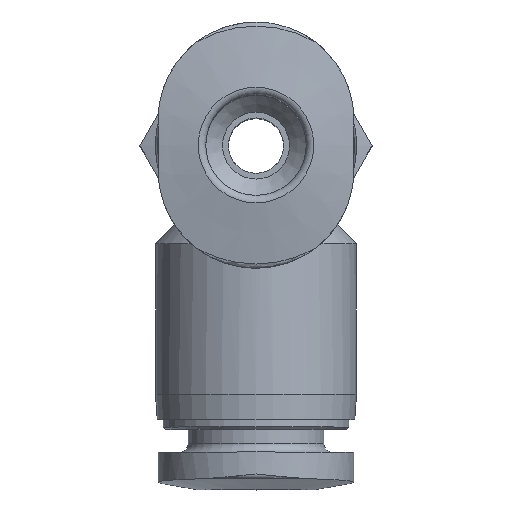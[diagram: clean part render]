
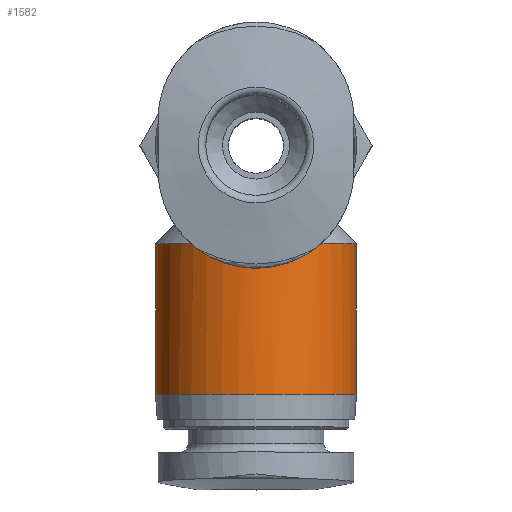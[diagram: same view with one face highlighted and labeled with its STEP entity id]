
A CAD part, top view. The second image highlights one B-rep face of the part: STEP entity #1582.
In plain terms, the highlighted cylindrical face has radius 4 mm (diameter 8 mm), a full revolution.
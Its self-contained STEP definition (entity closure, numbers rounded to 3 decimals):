
#106=ELLIPSE('',#1676,5.657,4.);
#112=CYLINDRICAL_SURFACE('',#1674,4.);
#140=CIRCLE('',#1675,4.);
#141=CIRCLE('',#1677,4.);
#142=CIRCLE('',#1678,4.);
#217=ORIENTED_EDGE('',*,*,#505,.F.);
#218=ORIENTED_EDGE('',*,*,#506,.F.);
#219=ORIENTED_EDGE('',*,*,#507,.T.);
#220=ORIENTED_EDGE('',*,*,#508,.T.);
#221=ORIENTED_EDGE('',*,*,#509,.T.);
#222=ORIENTED_EDGE('',*,*,#510,.T.);
#505=EDGE_CURVE('',#645,#645,#140,.T.);
#506=EDGE_CURVE('',#646,#647,#106,.F.);
#507=EDGE_CURVE('',#646,#648,#141,.T.);
#508=EDGE_CURVE('',#648,#649,#745,.T.);
#509=EDGE_CURVE('',#649,#650,#746,.T.);
#510=EDGE_CURVE('',#650,#647,#142,.T.);
#645=VERTEX_POINT('',#2204);
#646=VERTEX_POINT('',#2206);
#647=VERTEX_POINT('',#2207);
#648=VERTEX_POINT('',#2209);
#649=VERTEX_POINT('',#2214);
#650=VERTEX_POINT('',#2219);
#745=B_SPLINE_CURVE_WITH_KNOTS('',3,(#2210,#2211,#2212,#2213),
 .UNSPECIFIED.,.F.,.F.,(4,4),(0.,0.001),
 .UNSPECIFIED.);
#746=B_SPLINE_CURVE_WITH_KNOTS('',3,(#2215,#2216,#2217,#2218),
 .UNSPECIFIED.,.F.,.F.,(4,4),(0.001,0.001),
 .UNSPECIFIED.);
#798=EDGE_LOOP('',(#217));
#799=EDGE_LOOP('',(#218,#219,#220,#221,#222));
#916=FACE_BOUND('',#798,.T.);
#917=FACE_BOUND('',#799,.T.);
#1582=ADVANCED_FACE('',(#916,#917),#112,.T.);
#1674=AXIS2_PLACEMENT_3D('',#2202,#1840,#1841);
#1675=AXIS2_PLACEMENT_3D('',#2203,#1842,#1843);
#1676=AXIS2_PLACEMENT_3D('',#2205,#1844,#1845);
#1677=AXIS2_PLACEMENT_3D('',#2208,#1846,#1847);
#1678=AXIS2_PLACEMENT_3D('',#2220,#1848,#1849);
#1840=DIRECTION('',(0.,-1.,0.));
#1841=DIRECTION('',(0.,0.,-1.));
#1842=DIRECTION('',(0.,-1.,0.));
#1843=DIRECTION('',(0.,0.,-1.));
#1844=DIRECTION('',(0.,-0.707,0.707));
#1845=DIRECTION('',(0.,-0.707,-0.707));
#1846=DIRECTION('',(0.,-1.,0.));
#1847=DIRECTION('',(0.,0.,-1.));
#1848=DIRECTION('',(0.,-1.,0.));
#1849=DIRECTION('',(0.,0.,-1.));
#2202=CARTESIAN_POINT('',(0.,-13.7,0.));
#2203=CARTESIAN_POINT('',(0.,-9.9,0.));
#2204=CARTESIAN_POINT('',(0.,-9.9,-4.));
#2205=CARTESIAN_POINT('',(0.,0.,0.));
#2206=CARTESIAN_POINT('',(0.889,-3.9,-3.9));
#2207=CARTESIAN_POINT('',(-0.889,-3.9,-3.9));
#2208=CARTESIAN_POINT('',(0.,-3.9,0.));
#2209=CARTESIAN_POINT('',(0.628,-3.9,3.95));
#2210=CARTESIAN_POINT('',(0.628,-3.9,3.95));
#2211=CARTESIAN_POINT('',(0.426,-3.965,3.983));
#2212=CARTESIAN_POINT('',(0.215,-4.,4.));
#2213=CARTESIAN_POINT('',(0.,-4.,4.));
#2214=CARTESIAN_POINT('',(0.,-4.,4.));
#2215=CARTESIAN_POINT('',(0.,-4.,4.));
#2216=CARTESIAN_POINT('',(-0.215,-4.,4.));
#2217=CARTESIAN_POINT('',(-0.425,-3.965,3.983));
#2218=CARTESIAN_POINT('',(-0.628,-3.9,3.95));
#2219=CARTESIAN_POINT('',(-0.628,-3.9,3.95));
#2220=CARTESIAN_POINT('',(0.,-3.9,0.));
